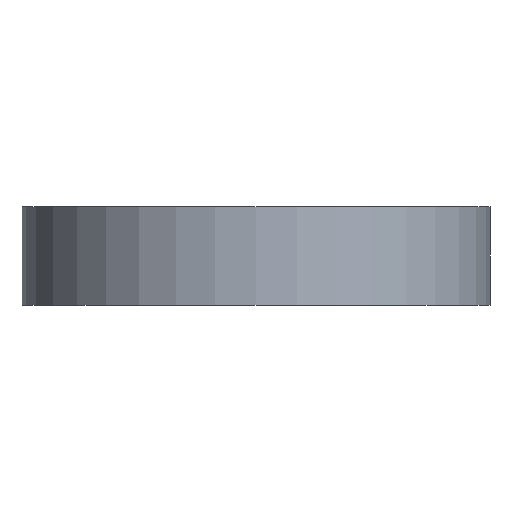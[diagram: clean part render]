
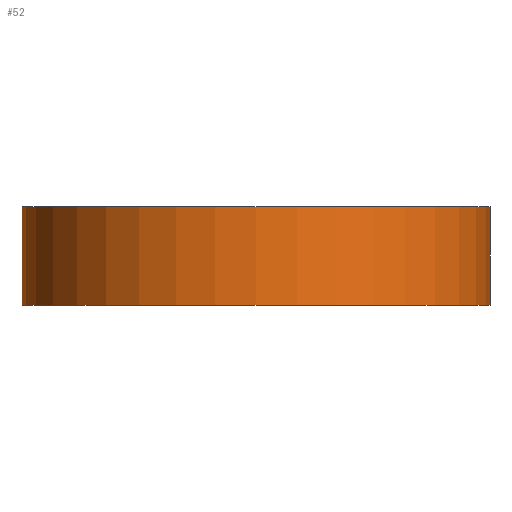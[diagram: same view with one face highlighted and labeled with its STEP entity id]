
A CAD part, left-side view. The second image highlights one B-rep face of the part: STEP entity #52.
In plain terms, the highlighted cylindrical face has radius 25 mm (diameter 50 mm), a partial arc.
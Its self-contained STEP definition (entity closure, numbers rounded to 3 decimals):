
#52=ADVANCED_FACE('',(#68),#69,.T.);
#68=FACE_OUTER_BOUND('',#86,.T.);
#69=CYLINDRICAL_SURFACE('',#87,25.0);
#86=EDGE_LOOP('',(#133,#134,#135,#136));
#87=AXIS2_PLACEMENT_3D('',#137,#138,#139);
#133=ORIENTED_EDGE('',*,*,#147,.T.);
#134=ORIENTED_EDGE('',*,*,#162,.F.);
#135=ORIENTED_EDGE('',*,*,#149,.T.);
#136=ORIENTED_EDGE('',*,*,#161,.T.);
#137=CARTESIAN_POINT('',(0.0,0.0,5.25));
#138=DIRECTION('',(-0.0,-0.0,1.0));
#139=DIRECTION('',(0.0,1.0,0.0));
#147=EDGE_CURVE('',#163,#164,#165,.T.);
#149=EDGE_CURVE('',#168,#166,#169,.T.);
#161=EDGE_CURVE('',#166,#163,#187,.T.);
#162=EDGE_CURVE('',#168,#164,#188,.T.);
#163=VERTEX_POINT('',#189);
#164=VERTEX_POINT('',#190);
#165=LINE('',#191,#192);
#166=VERTEX_POINT('',#193);
#168=VERTEX_POINT('',#195);
#169=LINE('',#196,#197);
#187=CIRCLE('',#219,25.0);
#188=CIRCLE('',#220,25.0);
#189=CARTESIAN_POINT('',(0.0,25.0,10.5));
#190=CARTESIAN_POINT('',(0.0,25.0,0.0));
#191=CARTESIAN_POINT('',(0.,25.0,5.25));
#192=VECTOR('',#221,1.0);
#193=CARTESIAN_POINT('',(0.,-25.0,10.5));
#195=CARTESIAN_POINT('',(0.,-25.0,0.0));
#196=CARTESIAN_POINT('',(0.,-25.0,5.25));
#197=VECTOR('',#225,1.0);
#219=AXIS2_PLACEMENT_3D('',#251,#252,#253);
#220=AXIS2_PLACEMENT_3D('',#254,#255,#256);
#221=DIRECTION('',(-0.0,0.0,-1.0));
#225=DIRECTION('',(-0.0,0.0,1.0));
#251=CARTESIAN_POINT('',(0.0,0.0,10.5));
#252=DIRECTION('',(0.0,0.0,-1.0));
#253=DIRECTION('',(0.0,1.0,0.0));
#254=CARTESIAN_POINT('',(0.0,0.0,0.0));
#255=DIRECTION('',(0.0,0.0,-1.0));
#256=DIRECTION('',(0.0,1.0,0.0));
